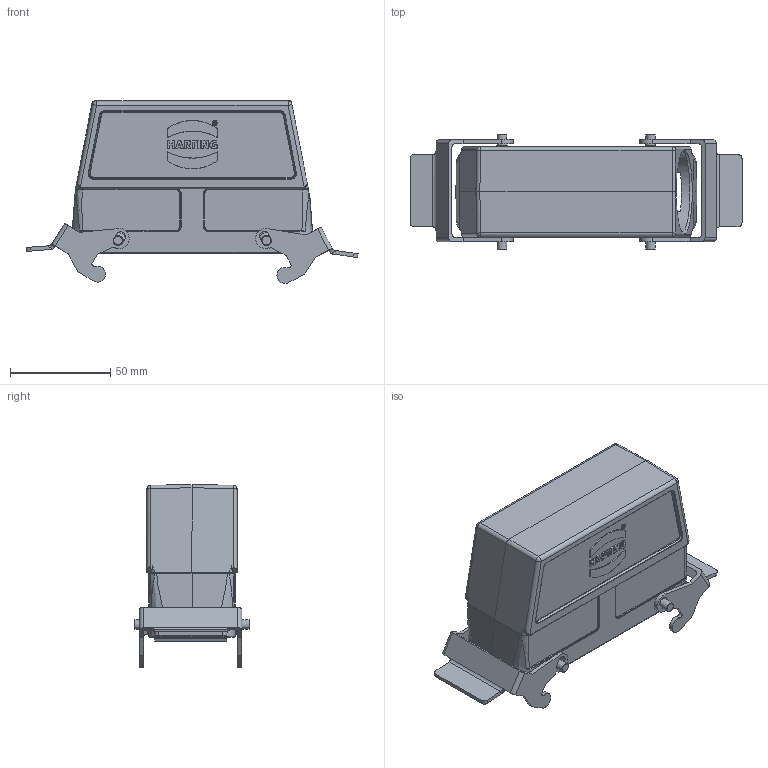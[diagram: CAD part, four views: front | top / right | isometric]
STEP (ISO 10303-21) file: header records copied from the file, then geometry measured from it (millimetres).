
FILE_DESCRIPTION((''),'2;1');
FILE_NAME('04300240570.stp','2020-07-07T15:55:18',('e.eickhoff'),(''),'Autodesk Inventor 2012','Autodesk Inventor 2012','');
FILE_SCHEMA(('AUTOMOTIVE_DESIGN { 1 0 10303 214 1 1 1 1 }'));
Length unit declared in the file: millimetre
Products named in the file (3): 04300240570; Metallbügel Quer
Assembly tree (3 placements, depth 2):
  04300240570
    04300240570
    Metallbügel Quer  x2
Bounding box: 165.38 x 57.2 x 91.1 mm (x, y, z)
Volume: 100759.5 mm3; surface area: 61621.2 mm2
Topology: 3 solids, 3 shells, 705 faces, 2331 edges, 2203 vertices
Faces by surface type: plane 317, cylinder 162, bspline 119, cone 51, torus 50, sphere 6
Full cylindrical faces by diameter (mm): 3 x4, 40 x1
Entity records: 28414 total; most frequent: CARTESIAN_POINT 9988, DIRECTION 3381, ORIENTED_EDGE 3194, EDGE_CURVE 1597, AXIS2_PLACEMENT_3D 1198, VERTEX_POINT 1011, VECTOR 985, LINE 985
